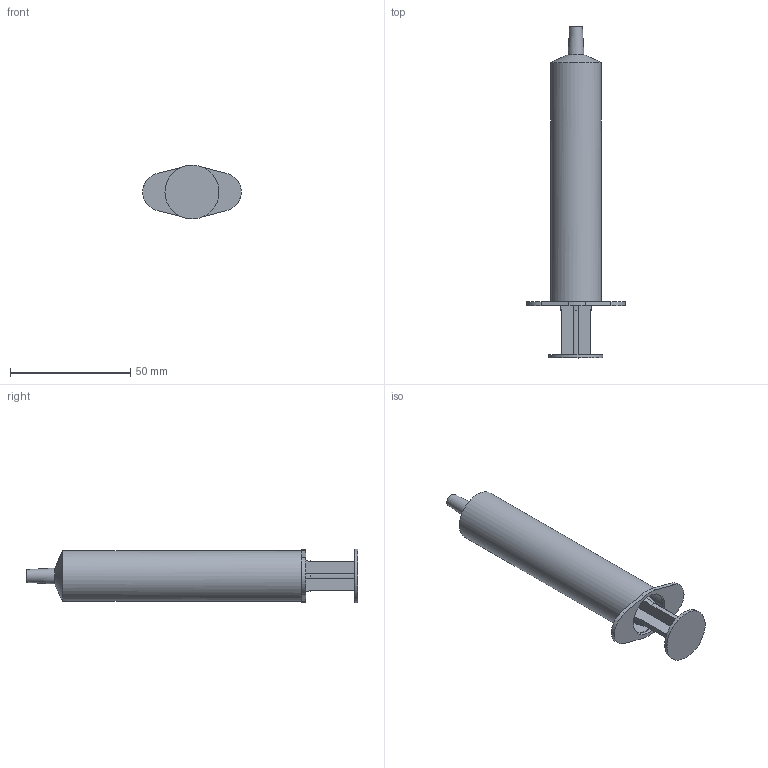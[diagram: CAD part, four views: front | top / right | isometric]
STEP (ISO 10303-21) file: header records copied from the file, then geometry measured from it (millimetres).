
FILE_DESCRIPTION(('FreeCAD Model'),'2;1');
FILE_NAME('Open CASCADE Shape Model','2025-04-29T17:59:37',('FreeCAD'),( 'FreeCAD'),'Open CASCADE STEP processor 7.6','FreeCAD','Unknown');
FILE_SCHEMA(('AUTOMOTIVE_DESIGN { 1 0 10303 214 1 1 1 1 }'));
Length unit declared in the file: millimetre
Products named in the file (1): Open CASCADE STEP translator 7.6 1
Bounding box: 41.05 x 138.25 x 22.47 mm (x, y, z)
Volume: 17263.1 mm3; surface area: 24607.3 mm2
Topology: 3 solids, 3 shells, 77 faces, 178 edges, 116 vertices
Faces by surface type: bspline 77
Entity records: 2726 total; most frequent: CARTESIAN_POINT 1659, ORIENTED_EDGE 354, EDGE_CURVE 177, VERTEX_POINT 116, B_SPLINE_CURVE_WITH_KNOTS 109, FACE_BOUND 89, EDGE_LOOP 89, ADVANCED_FACE 77
